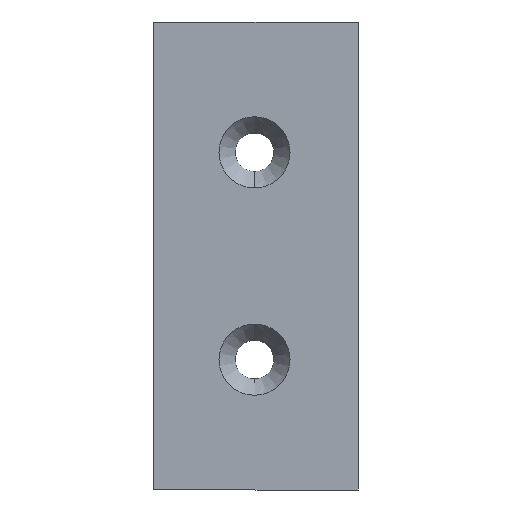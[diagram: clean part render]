
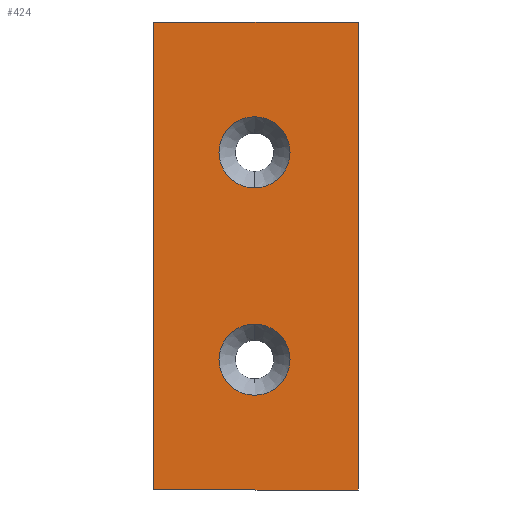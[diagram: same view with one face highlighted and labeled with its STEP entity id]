
A CAD part, front view. The second image highlights one B-rep face of the part: STEP entity #424.
In plain terms, the highlighted planar face has unit normal (0, -1, 0).
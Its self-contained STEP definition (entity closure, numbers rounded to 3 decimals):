
#5 = EDGE_CURVE ( 'NONE', #172, #454, #336, .T. ) ;
#7 = DIRECTION ( 'NONE',  ( 0., 0., 1. ) ) ;
#12 = EDGE_CURVE ( 'NONE', #321, #27, #122, .T. ) ;
#13 = VERTEX_POINT ( 'NONE', #442 ) ;
#18 = CIRCLE ( 'NONE', #398, 12. ) ;
#22 = CARTESIAN_POINT ( 'NONE',  ( -0.5, 0., 35. ) ) ;
#27 = VERTEX_POINT ( 'NONE', #101 ) ;
#32 = ORIENTED_EDGE ( 'NONE', *, *, #296, .T. ) ;
#34 = CARTESIAN_POINT ( 'NONE',  ( -34.5, 0., -79. ) ) ;
#35 = FACE_OUTER_BOUND ( 'NONE', #380, .T. ) ;
#38 = CARTESIAN_POINT ( 'NONE',  ( -0.5, 0., -47. ) ) ;
#43 = DIRECTION ( 'NONE',  ( -1., 0., 0. ) ) ;
#48 = CARTESIAN_POINT ( 'NONE',  ( 34.5, 0., -79. ) ) ;
#60 = CARTESIAN_POINT ( 'NONE',  ( 0., 0., 0. ) ) ;
#74 = CARTESIAN_POINT ( 'NONE',  ( 34.5, 0., -79. ) ) ;
#76 = VECTOR ( 'NONE', #460, 1000. ) ;
#87 = CARTESIAN_POINT ( 'NONE',  ( -34.5, 0., 79. ) ) ;
#88 = ORIENTED_EDGE ( 'NONE', *, *, #92, .F. ) ;
#92 = EDGE_CURVE ( 'NONE', #13, #321, #464, .T. ) ;
#101 = CARTESIAN_POINT ( 'NONE',  ( 34.5, 0., 79. ) ) ;
#103 = VERTEX_POINT ( 'NONE', #404 ) ;
#104 = CARTESIAN_POINT ( 'NONE',  ( -0.5, 0., 35. ) ) ;
#105 = CARTESIAN_POINT ( 'NONE',  ( -34.5, 0., 79. ) ) ;
#122 = LINE ( 'NONE', #105, #431 ) ;
#125 = CIRCLE ( 'NONE', #188, 12. ) ;
#133 = FACE_BOUND ( 'NONE', #301, .T. ) ;
#140 = ORIENTED_EDGE ( 'NONE', *, *, #216, .F. ) ;
#141 = DIRECTION ( 'NONE',  ( 0., 0., 1. ) ) ;
#149 = LINE ( 'NONE', #327, #169 ) ;
#153 = ORIENTED_EDGE ( 'NONE', *, *, #304, .T. ) ;
#154 = DIRECTION ( 'NONE',  ( 0., 0., 1. ) ) ;
#158 = AXIS2_PLACEMENT_3D ( 'NONE', #22, #209, #396 ) ;
#169 = VECTOR ( 'NONE', #43, 1000. ) ;
#170 = DIRECTION ( 'NONE',  ( 0., 1., 0. ) ) ;
#172 = VERTEX_POINT ( 'NONE', #295 ) ;
#173 = LINE ( 'NONE', #48, #76 ) ;
#174 = DIRECTION ( 'NONE',  ( 0., 0., 1. ) ) ;
#188 = AXIS2_PLACEMENT_3D ( 'NONE', #425, #197, #154 ) ;
#195 = CARTESIAN_POINT ( 'NONE',  ( -0.5, 0., -35. ) ) ;
#197 = DIRECTION ( 'NONE',  ( 0., 1., 0. ) ) ;
#199 = ORIENTED_EDGE ( 'NONE', *, *, #332, .F. ) ;
#200 = VERTEX_POINT ( 'NONE', #74 ) ;
#209 = DIRECTION ( 'NONE',  ( 0., 1., 0. ) ) ;
#215 = AXIS2_PLACEMENT_3D ( 'NONE', #104, #443, #174 ) ;
#216 = EDGE_CURVE ( 'NONE', #200, #13, #149, .T. ) ;
#230 = FACE_BOUND ( 'NONE', #479, .T. ) ;
#234 = VERTEX_POINT ( 'NONE', #38 ) ;
#242 = VECTOR ( 'NONE', #141, 1000. ) ;
#246 = CARTESIAN_POINT ( 'NONE',  ( -0.5, 0., 23. ) ) ;
#295 = CARTESIAN_POINT ( 'NONE',  ( -0.5, 0., 47. ) ) ;
#296 = EDGE_CURVE ( 'NONE', #103, #234, #125, .T. ) ;
#301 = EDGE_LOOP ( 'NONE', ( #387, #306 ) ) ;
#304 = EDGE_CURVE ( 'NONE', #234, #103, #18, .T. ) ;
#306 = ORIENTED_EDGE ( 'NONE', *, *, #5, .T. ) ;
#309 = AXIS2_PLACEMENT_3D ( 'NONE', #60, #170, #312 ) ;
#312 = DIRECTION ( 'NONE',  ( 0., 0., 1. ) ) ;
#321 = VERTEX_POINT ( 'NONE', #87 ) ;
#327 = CARTESIAN_POINT ( 'NONE',  ( -34.5, 0., -79. ) ) ;
#332 = EDGE_CURVE ( 'NONE', #27, #200, #173, .T. ) ;
#336 = CIRCLE ( 'NONE', #215, 12. ) ;
#341 = DIRECTION ( 'NONE',  ( 0., 1., 0. ) ) ;
#365 = DIRECTION ( 'NONE',  ( 1., 0., 0. ) ) ;
#380 = EDGE_LOOP ( 'NONE', ( #88, #140, #199, #461 ) ) ;
#387 = ORIENTED_EDGE ( 'NONE', *, *, #482, .T. ) ;
#396 = DIRECTION ( 'NONE',  ( 0., 0., 1. ) ) ;
#398 = AXIS2_PLACEMENT_3D ( 'NONE', #195, #341, #7 ) ;
#404 = CARTESIAN_POINT ( 'NONE',  ( -0.5, 0., -23. ) ) ;
#424 = ADVANCED_FACE ( 'NONE', ( #230, #133, #35 ), #465, .F. ) ;
#425 = CARTESIAN_POINT ( 'NONE',  ( -0.5, 0., -35. ) ) ;
#431 = VECTOR ( 'NONE', #365, 1000. ) ;
#442 = CARTESIAN_POINT ( 'NONE',  ( -34.5, 0., -79. ) ) ;
#443 = DIRECTION ( 'NONE',  ( 0., 1., 0. ) ) ;
#454 = VERTEX_POINT ( 'NONE', #246 ) ;
#460 = DIRECTION ( 'NONE',  ( 0., 0., -1. ) ) ;
#461 = ORIENTED_EDGE ( 'NONE', *, *, #12, .F. ) ;
#464 = LINE ( 'NONE', #34, #242 ) ;
#465 = PLANE ( 'NONE',  #309 ) ;
#479 = EDGE_LOOP ( 'NONE', ( #153, #32 ) ) ;
#482 = EDGE_CURVE ( 'NONE', #454, #172, #483, .T. ) ;
#483 = CIRCLE ( 'NONE', #158, 12. ) ;
